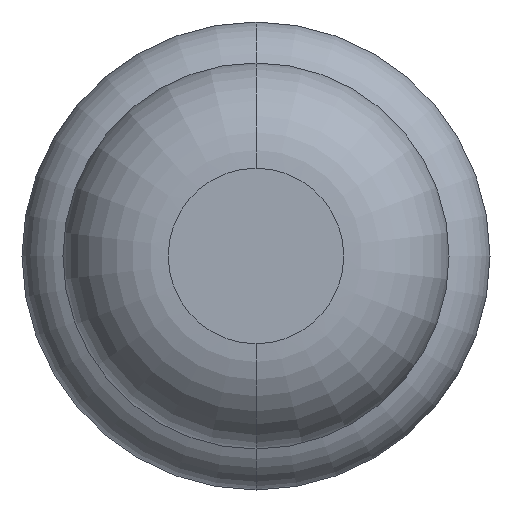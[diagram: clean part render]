
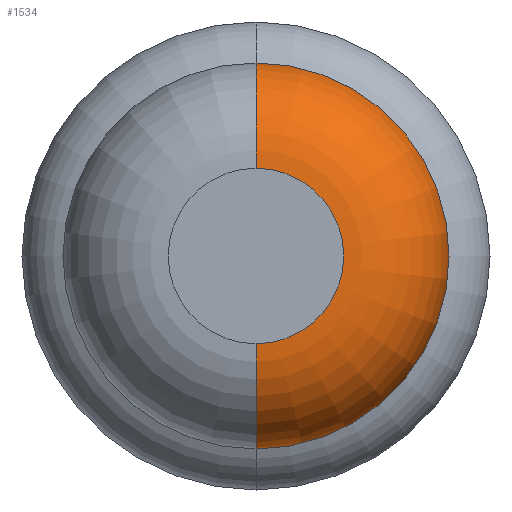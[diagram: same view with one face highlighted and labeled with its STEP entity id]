
A CAD part, front view. The second image highlights one B-rep face of the part: STEP entity #1534.
In plain terms, the highlighted toroidal (fillet/blend) face has major radius 0.375 mm and minor radius 0.45 mm.
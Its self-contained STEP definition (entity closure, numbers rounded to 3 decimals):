
#287 = EDGE_CURVE ( 'NONE', #1413, #4119, #735, .T. ) ;
#343 = EDGE_LOOP ( 'NONE', ( #1546, #3646, #2255, #1097 ) ) ;
#388 = EDGE_CURVE ( 'NONE', #2983, #2346, #3940, .T. ) ;
#472 = FACE_OUTER_BOUND ( 'NONE', #343, .T. ) ;
#489 = CARTESIAN_POINT ( 'NONE',  ( 0., -27.4, 0. ) ) ;
#531 = DIRECTION ( 'NONE',  ( 0., 1., 0. ) ) ;
#576 = AXIS2_PLACEMENT_3D ( 'NONE', #644, #2988, #1316 ) ;
#644 = CARTESIAN_POINT ( 'NONE',  ( 0., -26.95, -0.375 ) ) ;
#735 = CIRCLE ( 'NONE', #2659, 0.45 ) ;
#739 = EDGE_CURVE ( 'Defeature ausgef�hrt2_11+Defeature ausgef�hrt2_12+Defeature ausgef�hrt2_12+Defeature ausgef�hrt2_12', #1413, #2983, #1297, .T. ) ;
#950 = CARTESIAN_POINT ( 'NONE',  ( 0., -26.95, 0.375 ) ) ;
#987 = DIRECTION ( 'NONE',  ( -1., 0., 0. ) ) ;
#1021 = CARTESIAN_POINT ( 'NONE',  ( 0., -26.95, 0. ) ) ;
#1085 = AXIS2_PLACEMENT_3D ( 'NONE', #2498, #1543, #1810 ) ;
#1097 = ORIENTED_EDGE ( 'NONE', *, *, #287, .F. ) ;
#1297 = CIRCLE ( 'NONE', #2869, 0.375 ) ;
#1316 = DIRECTION ( 'NONE',  ( 0., 0., -1. ) ) ;
#1413 = VERTEX_POINT ( 'NONE', #1764 ) ;
#1534 = ADVANCED_FACE ( 'Defeature ausgef�hrt2_11', ( #472 ), #1822, .T. ) ;
#1543 = DIRECTION ( 'NONE',  ( 0., 1., 0. ) ) ;
#1546 = ORIENTED_EDGE ( 'NONE', *, *, #739, .T. ) ;
#1609 = CARTESIAN_POINT ( 'NONE',  ( 0., -26.95, 0.825 ) ) ;
#1707 = DIRECTION ( 'NONE',  ( 0., 0., 1. ) ) ;
#1764 = CARTESIAN_POINT ( 'NONE',  ( 0., -27.4, 0.375 ) ) ;
#1810 = DIRECTION ( 'NONE',  ( 0., 0., 1. ) ) ;
#1822 = TOROIDAL_SURFACE ( 'NONE', #1085, 0.375, 0.45 ) ;
#1856 = DIRECTION ( 'NONE',  ( 0., 0., 1. ) ) ;
#2006 = DIRECTION ( 'NONE',  ( 0., 1., 0. ) ) ;
#2154 = CARTESIAN_POINT ( 'NONE',  ( 0., -27.4, -0.375 ) ) ;
#2239 = AXIS2_PLACEMENT_3D ( 'NONE', #1021, #2006, #1707 ) ;
#2255 = ORIENTED_EDGE ( 'NONE', *, *, #3808, .F. ) ;
#2346 = VERTEX_POINT ( 'NONE', #3224 ) ;
#2498 = CARTESIAN_POINT ( 'NONE',  ( 0., -26.95, 0. ) ) ;
#2659 = AXIS2_PLACEMENT_3D ( 'NONE', #950, #987, #2716 ) ;
#2716 = DIRECTION ( 'NONE',  ( 0., 0., 1. ) ) ;
#2869 = AXIS2_PLACEMENT_3D ( 'NONE', #489, #531, #1856 ) ;
#2983 = VERTEX_POINT ( 'NONE', #2154 ) ;
#2988 = DIRECTION ( 'NONE',  ( 1., 0., 0. ) ) ;
#3224 = CARTESIAN_POINT ( 'NONE',  ( 0., -26.95, -0.825 ) ) ;
#3646 = ORIENTED_EDGE ( 'NONE', *, *, #388, .T. ) ;
#3808 = EDGE_CURVE ( 'Defeature ausgef�hrt2_10+Defeature ausgef�hrt2_11+Defeature ausgef�hrt2_11+Defeature ausgef�hrt2_11', #4119, #2346, #4250, .T. ) ;
#3940 = CIRCLE ( 'NONE', #576, 0.45 ) ;
#4119 = VERTEX_POINT ( 'NONE', #1609 ) ;
#4250 = CIRCLE ( 'NONE', #2239, 0.825 ) ;
